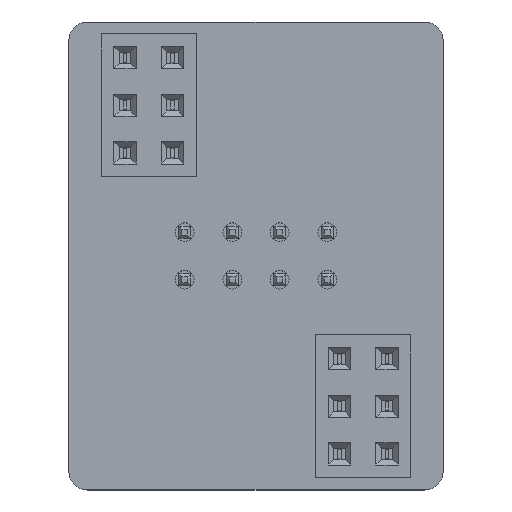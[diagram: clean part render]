
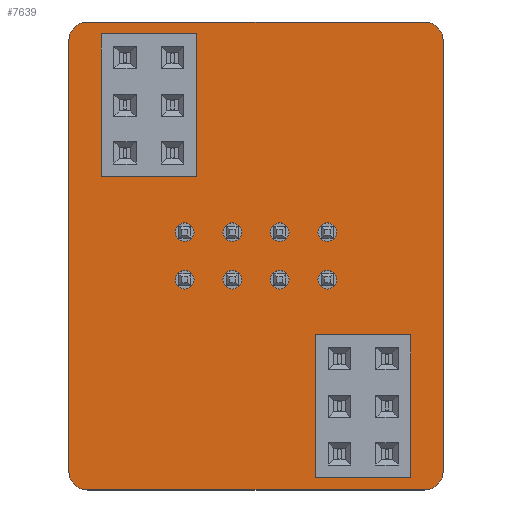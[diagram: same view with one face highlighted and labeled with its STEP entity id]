
A CAD part, top view. The second image highlights one B-rep face of the part: STEP entity #7639.
In plain terms, the highlighted planar face has unit normal (0, 0, 1).
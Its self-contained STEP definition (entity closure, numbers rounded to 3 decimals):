
#12=CIRCLE('',#8081,1.);
#14=CIRCLE('',#8084,1.);
#37=CIRCLE('',#8109,1.);
#38=CIRCLE('',#8110,1.);
#39=CIRCLE('',#8111,0.5);
#40=CIRCLE('',#8112,0.5);
#41=CIRCLE('',#8113,0.5);
#42=CIRCLE('',#8114,0.5);
#43=CIRCLE('',#8115,0.5);
#44=CIRCLE('',#8116,0.5);
#45=CIRCLE('',#8117,0.5);
#46=CIRCLE('',#8118,0.5);
#47=CIRCLE('',#8119,0.5);
#48=CIRCLE('',#8120,0.5);
#49=CIRCLE('',#8121,0.5);
#50=CIRCLE('',#8122,0.5);
#51=CIRCLE('',#8123,0.5);
#52=CIRCLE('',#8124,0.5);
#53=CIRCLE('',#8125,0.5);
#54=CIRCLE('',#8126,0.5);
#55=CIRCLE('',#8127,0.5);
#56=CIRCLE('',#8128,0.5);
#57=CIRCLE('',#8129,0.5);
#58=CIRCLE('',#8130,0.5);
#170=FACE_BOUND('',#1015,.T.);
#171=FACE_BOUND('',#1016,.T.);
#172=FACE_BOUND('',#1017,.T.);
#173=FACE_BOUND('',#1018,.T.);
#174=FACE_BOUND('',#1019,.T.);
#175=FACE_BOUND('',#1020,.T.);
#176=FACE_BOUND('',#1021,.T.);
#177=FACE_BOUND('',#1022,.T.);
#178=FACE_BOUND('',#1023,.T.);
#179=FACE_BOUND('',#1024,.T.);
#180=FACE_BOUND('',#1025,.T.);
#181=FACE_BOUND('',#1026,.T.);
#182=FACE_BOUND('',#1027,.T.);
#183=FACE_BOUND('',#1028,.T.);
#184=FACE_BOUND('',#1029,.T.);
#185=FACE_BOUND('',#1030,.T.);
#186=FACE_BOUND('',#1031,.T.);
#187=FACE_BOUND('',#1032,.T.);
#188=FACE_BOUND('',#1033,.T.);
#189=FACE_BOUND('',#1034,.T.);
#562=FACE_OUTER_BOUND('',#1014,.T.);
#1014=EDGE_LOOP('',(#6394,#6395,#6396,#6397,#6398,#6399,#6400,#6401));
#1015=EDGE_LOOP('',(#6402));
#1016=EDGE_LOOP('',(#6403));
#1017=EDGE_LOOP('',(#6404));
#1018=EDGE_LOOP('',(#6405));
#1019=EDGE_LOOP('',(#6406));
#1020=EDGE_LOOP('',(#6407));
#1021=EDGE_LOOP('',(#6408));
#1022=EDGE_LOOP('',(#6409));
#1023=EDGE_LOOP('',(#6410));
#1024=EDGE_LOOP('',(#6411));
#1025=EDGE_LOOP('',(#6412));
#1026=EDGE_LOOP('',(#6413));
#1027=EDGE_LOOP('',(#6414));
#1028=EDGE_LOOP('',(#6415));
#1029=EDGE_LOOP('',(#6416));
#1030=EDGE_LOOP('',(#6417));
#1031=EDGE_LOOP('',(#6418));
#1032=EDGE_LOOP('',(#6419));
#1033=EDGE_LOOP('',(#6420));
#1034=EDGE_LOOP('',(#6421));
#1965=LINE('',#11872,#2903);
#1971=LINE('',#11937,#2909);
#1972=LINE('',#11941,#2910);
#1973=LINE('',#11944,#2911);
#2903=VECTOR('',#9819,1.);
#2909=VECTOR('',#9885,1.);
#2910=VECTOR('',#9888,1.);
#2911=VECTOR('',#9891,1.);
#3509=VERTEX_POINT('',#11866);
#3511=VERTEX_POINT('',#11870);
#3513=VERTEX_POINT('',#11875);
#3515=VERTEX_POINT('',#11882);
#3540=VERTEX_POINT('',#11936);
#3541=VERTEX_POINT('',#11938);
#3542=VERTEX_POINT('',#11940);
#3543=VERTEX_POINT('',#11942);
#3544=VERTEX_POINT('',#11945);
#3545=VERTEX_POINT('',#11947);
#3546=VERTEX_POINT('',#11949);
#3547=VERTEX_POINT('',#11951);
#3548=VERTEX_POINT('',#11953);
#3549=VERTEX_POINT('',#11955);
#3550=VERTEX_POINT('',#11957);
#3551=VERTEX_POINT('',#11959);
#3552=VERTEX_POINT('',#11961);
#3553=VERTEX_POINT('',#11963);
#3554=VERTEX_POINT('',#11965);
#3555=VERTEX_POINT('',#11967);
#3556=VERTEX_POINT('',#11969);
#3557=VERTEX_POINT('',#11971);
#3558=VERTEX_POINT('',#11973);
#3559=VERTEX_POINT('',#11975);
#3560=VERTEX_POINT('',#11977);
#3561=VERTEX_POINT('',#11979);
#3562=VERTEX_POINT('',#11981);
#3563=VERTEX_POINT('',#11983);
#4469=EDGE_CURVE('',#3509,#3511,#1965,.T.);
#4472=EDGE_CURVE('',#3513,#3509,#12,.T.);
#4475=EDGE_CURVE('',#3511,#3515,#14,.T.);
#4501=EDGE_CURVE('',#3515,#3540,#1971,.T.);
#4502=EDGE_CURVE('',#3540,#3541,#37,.T.);
#4503=EDGE_CURVE('',#3541,#3542,#1972,.T.);
#4504=EDGE_CURVE('',#3542,#3543,#38,.T.);
#4505=EDGE_CURVE('',#3543,#3513,#1973,.T.);
#4506=EDGE_CURVE('',#3544,#3544,#39,.T.);
#4507=EDGE_CURVE('',#3545,#3545,#40,.T.);
#4508=EDGE_CURVE('',#3546,#3546,#41,.T.);
#4509=EDGE_CURVE('',#3547,#3547,#42,.T.);
#4510=EDGE_CURVE('',#3548,#3548,#43,.T.);
#4511=EDGE_CURVE('',#3549,#3549,#44,.T.);
#4512=EDGE_CURVE('',#3550,#3550,#45,.T.);
#4513=EDGE_CURVE('',#3551,#3551,#46,.T.);
#4514=EDGE_CURVE('',#3552,#3552,#47,.T.);
#4515=EDGE_CURVE('',#3553,#3553,#48,.T.);
#4516=EDGE_CURVE('',#3554,#3554,#49,.T.);
#4517=EDGE_CURVE('',#3555,#3555,#50,.T.);
#4518=EDGE_CURVE('',#3556,#3556,#51,.T.);
#4519=EDGE_CURVE('',#3557,#3557,#52,.T.);
#4520=EDGE_CURVE('',#3558,#3558,#53,.T.);
#4521=EDGE_CURVE('',#3559,#3559,#54,.T.);
#4522=EDGE_CURVE('',#3560,#3560,#55,.T.);
#4523=EDGE_CURVE('',#3561,#3561,#56,.T.);
#4524=EDGE_CURVE('',#3562,#3562,#57,.T.);
#4525=EDGE_CURVE('',#3563,#3563,#58,.T.);
#6394=ORIENTED_EDGE('',*,*,#4469,.T.);
#6395=ORIENTED_EDGE('',*,*,#4475,.T.);
#6396=ORIENTED_EDGE('',*,*,#4501,.T.);
#6397=ORIENTED_EDGE('',*,*,#4502,.T.);
#6398=ORIENTED_EDGE('',*,*,#4503,.T.);
#6399=ORIENTED_EDGE('',*,*,#4504,.T.);
#6400=ORIENTED_EDGE('',*,*,#4505,.T.);
#6401=ORIENTED_EDGE('',*,*,#4472,.T.);
#6402=ORIENTED_EDGE('',*,*,#4506,.F.);
#6403=ORIENTED_EDGE('',*,*,#4507,.F.);
#6404=ORIENTED_EDGE('',*,*,#4508,.F.);
#6405=ORIENTED_EDGE('',*,*,#4509,.F.);
#6406=ORIENTED_EDGE('',*,*,#4510,.F.);
#6407=ORIENTED_EDGE('',*,*,#4511,.F.);
#6408=ORIENTED_EDGE('',*,*,#4512,.F.);
#6409=ORIENTED_EDGE('',*,*,#4513,.F.);
#6410=ORIENTED_EDGE('',*,*,#4514,.F.);
#6411=ORIENTED_EDGE('',*,*,#4515,.F.);
#6412=ORIENTED_EDGE('',*,*,#4516,.F.);
#6413=ORIENTED_EDGE('',*,*,#4517,.F.);
#6414=ORIENTED_EDGE('',*,*,#4518,.F.);
#6415=ORIENTED_EDGE('',*,*,#4519,.F.);
#6416=ORIENTED_EDGE('',*,*,#4520,.F.);
#6417=ORIENTED_EDGE('',*,*,#4521,.F.);
#6418=ORIENTED_EDGE('',*,*,#4522,.F.);
#6419=ORIENTED_EDGE('',*,*,#4523,.F.);
#6420=ORIENTED_EDGE('',*,*,#4524,.F.);
#6421=ORIENTED_EDGE('',*,*,#4525,.F.);
#6892=PLANE('',#8108);
#7639=ADVANCED_FACE('',(#562,#170,#171,#172,#173,#174,#175,#176,#177,#178,
#179,#180,#181,#182,#183,#184,#185,#186,#187,#188,#189),#6892,.T.);
#8081=AXIS2_PLACEMENT_3D('',#11878,#9825,#9826);
#8084=AXIS2_PLACEMENT_3D('',#11884,#9832,#9833);
#8108=AXIS2_PLACEMENT_3D('',#11935,#9883,#9884);
#8109=AXIS2_PLACEMENT_3D('',#11939,#9886,#9887);
#8110=AXIS2_PLACEMENT_3D('',#11943,#9889,#9890);
#8111=AXIS2_PLACEMENT_3D('',#11946,#9892,#9893);
#8112=AXIS2_PLACEMENT_3D('',#11948,#9894,#9895);
#8113=AXIS2_PLACEMENT_3D('',#11950,#9896,#9897);
#8114=AXIS2_PLACEMENT_3D('',#11952,#9898,#9899);
#8115=AXIS2_PLACEMENT_3D('',#11954,#9900,#9901);
#8116=AXIS2_PLACEMENT_3D('',#11956,#9902,#9903);
#8117=AXIS2_PLACEMENT_3D('',#11958,#9904,#9905);
#8118=AXIS2_PLACEMENT_3D('',#11960,#9906,#9907);
#8119=AXIS2_PLACEMENT_3D('',#11962,#9908,#9909);
#8120=AXIS2_PLACEMENT_3D('',#11964,#9910,#9911);
#8121=AXIS2_PLACEMENT_3D('',#11966,#9912,#9913);
#8122=AXIS2_PLACEMENT_3D('',#11968,#9914,#9915);
#8123=AXIS2_PLACEMENT_3D('',#11970,#9916,#9917);
#8124=AXIS2_PLACEMENT_3D('',#11972,#9918,#9919);
#8125=AXIS2_PLACEMENT_3D('',#11974,#9920,#9921);
#8126=AXIS2_PLACEMENT_3D('',#11976,#9922,#9923);
#8127=AXIS2_PLACEMENT_3D('',#11978,#9924,#9925);
#8128=AXIS2_PLACEMENT_3D('',#11980,#9926,#9927);
#8129=AXIS2_PLACEMENT_3D('',#11982,#9928,#9929);
#8130=AXIS2_PLACEMENT_3D('',#11984,#9930,#9931);
#9819=DIRECTION('',(0.,1.,0.));
#9825=DIRECTION('center_axis',(0.,0.,1.));
#9826=DIRECTION('ref_axis',(1.,0.,0.));
#9832=DIRECTION('center_axis',(0.,0.,1.));
#9833=DIRECTION('ref_axis',(1.,0.,0.));
#9883=DIRECTION('center_axis',(0.,0.,1.));
#9884=DIRECTION('ref_axis',(1.,0.,0.));
#9885=DIRECTION('',(-1.,0.,0.));
#9886=DIRECTION('center_axis',(0.,0.,1.));
#9887=DIRECTION('ref_axis',(1.,0.,0.));
#9888=DIRECTION('',(0.,-1.,0.));
#9889=DIRECTION('center_axis',(0.,0.,1.));
#9890=DIRECTION('ref_axis',(1.,0.,0.));
#9891=DIRECTION('',(1.,0.,0.));
#9892=DIRECTION('center_axis',(0.,0.,1.));
#9893=DIRECTION('ref_axis',(1.,0.,0.));
#9894=DIRECTION('center_axis',(0.,0.,1.));
#9895=DIRECTION('ref_axis',(1.,0.,0.));
#9896=DIRECTION('center_axis',(0.,0.,1.));
#9897=DIRECTION('ref_axis',(1.,0.,0.));
#9898=DIRECTION('center_axis',(0.,0.,1.));
#9899=DIRECTION('ref_axis',(1.,0.,0.));
#9900=DIRECTION('center_axis',(0.,0.,1.));
#9901=DIRECTION('ref_axis',(1.,0.,0.));
#9902=DIRECTION('center_axis',(0.,0.,1.));
#9903=DIRECTION('ref_axis',(1.,0.,0.));
#9904=DIRECTION('center_axis',(0.,0.,1.));
#9905=DIRECTION('ref_axis',(1.,0.,0.));
#9906=DIRECTION('center_axis',(0.,0.,1.));
#9907=DIRECTION('ref_axis',(1.,0.,0.));
#9908=DIRECTION('center_axis',(0.,0.,1.));
#9909=DIRECTION('ref_axis',(1.,0.,0.));
#9910=DIRECTION('center_axis',(0.,0.,1.));
#9911=DIRECTION('ref_axis',(1.,0.,0.));
#9912=DIRECTION('center_axis',(0.,0.,1.));
#9913=DIRECTION('ref_axis',(1.,0.,0.));
#9914=DIRECTION('center_axis',(0.,0.,1.));
#9915=DIRECTION('ref_axis',(1.,0.,0.));
#9916=DIRECTION('center_axis',(0.,0.,1.));
#9917=DIRECTION('ref_axis',(1.,0.,0.));
#9918=DIRECTION('center_axis',(0.,0.,1.));
#9919=DIRECTION('ref_axis',(1.,0.,0.));
#9920=DIRECTION('center_axis',(0.,0.,1.));
#9921=DIRECTION('ref_axis',(1.,0.,0.));
#9922=DIRECTION('center_axis',(0.,0.,1.));
#9923=DIRECTION('ref_axis',(1.,0.,0.));
#9924=DIRECTION('center_axis',(0.,0.,1.));
#9925=DIRECTION('ref_axis',(1.,0.,0.));
#9926=DIRECTION('center_axis',(0.,0.,1.));
#9927=DIRECTION('ref_axis',(1.,0.,0.));
#9928=DIRECTION('center_axis',(0.,0.,1.));
#9929=DIRECTION('ref_axis',(1.,0.,0.));
#9930=DIRECTION('center_axis',(0.,0.,1.));
#9931=DIRECTION('ref_axis',(1.,0.,0.));
#11866=CARTESIAN_POINT('',(10.,-11.5,1.6));
#11870=CARTESIAN_POINT('',(10.,11.5,1.6));
#11872=CARTESIAN_POINT('',(10.,-11.5,1.6));
#11875=CARTESIAN_POINT('',(9.,-12.5,1.6));
#11878=CARTESIAN_POINT('Origin',(9.,-11.5,1.6));
#11882=CARTESIAN_POINT('',(9.,12.5,1.6));
#11884=CARTESIAN_POINT('Origin',(9.,11.5,1.6));
#11935=CARTESIAN_POINT('Origin',(0.,0.,
1.6));
#11936=CARTESIAN_POINT('',(-9.,12.5,1.6));
#11937=CARTESIAN_POINT('',(9.,12.5,1.6));
#11938=CARTESIAN_POINT('',(-10.,11.5,1.6));
#11939=CARTESIAN_POINT('Origin',(-9.,11.5,1.6));
#11940=CARTESIAN_POINT('',(-10.,-11.5,1.6));
#11941=CARTESIAN_POINT('',(-10.,11.5,1.6));
#11942=CARTESIAN_POINT('',(-9.,-12.5,1.6));
#11943=CARTESIAN_POINT('Origin',(-9.,-11.5,1.6));
#11944=CARTESIAN_POINT('',(-9.,-12.5,1.6));
#11945=CARTESIAN_POINT('',(-4.31,-1.27,1.6));
#11946=CARTESIAN_POINT('Origin',(-3.81,-1.27,1.6));
#11947=CARTESIAN_POINT('',(-1.77,-1.27,1.6));
#11948=CARTESIAN_POINT('Origin',(-1.27,-1.27,1.6));
#11949=CARTESIAN_POINT('',(3.96,-10.58,1.6));
#11950=CARTESIAN_POINT('Origin',(4.46,-10.58,1.6));
#11951=CARTESIAN_POINT('',(6.5,-10.58,1.6));
#11952=CARTESIAN_POINT('Origin',(7.,-10.58,1.6));
#11953=CARTESIAN_POINT('',(3.96,-8.04,1.6));
#11954=CARTESIAN_POINT('Origin',(4.46,-8.04,1.6));
#11955=CARTESIAN_POINT('',(6.5,-8.04,1.6));
#11956=CARTESIAN_POINT('Origin',(7.,-8.04,1.6));
#11957=CARTESIAN_POINT('',(0.77,-1.27,1.6));
#11958=CARTESIAN_POINT('Origin',(1.27,-1.27,1.6));
#11959=CARTESIAN_POINT('',(3.96,-5.5,1.6));
#11960=CARTESIAN_POINT('Origin',(4.46,-5.5,1.6));
#11961=CARTESIAN_POINT('',(6.5,-5.5,1.6));
#11962=CARTESIAN_POINT('Origin',(7.,-5.5,1.6));
#11963=CARTESIAN_POINT('',(3.31,-1.27,1.6));
#11964=CARTESIAN_POINT('Origin',(3.81,-1.27,1.6));
#11965=CARTESIAN_POINT('',(-4.31,1.27,1.6));
#11966=CARTESIAN_POINT('Origin',(-3.81,1.27,1.6));
#11967=CARTESIAN_POINT('',(-7.5,5.5,1.6));
#11968=CARTESIAN_POINT('Origin',(-7.,5.5,1.6));
#11969=CARTESIAN_POINT('',(-4.96,5.5,1.6));
#11970=CARTESIAN_POINT('Origin',(-4.46,5.5,1.6));
#11971=CARTESIAN_POINT('',(-1.77,1.27,1.6));
#11972=CARTESIAN_POINT('Origin',(-1.27,1.27,1.6));
#11973=CARTESIAN_POINT('',(-7.5,8.04,1.6));
#11974=CARTESIAN_POINT('Origin',(-7.,8.04,1.6));
#11975=CARTESIAN_POINT('',(-4.96,8.04,1.6));
#11976=CARTESIAN_POINT('Origin',(-4.46,8.04,1.6));
#11977=CARTESIAN_POINT('',(-7.5,10.58,1.6));
#11978=CARTESIAN_POINT('Origin',(-7.,10.58,1.6));
#11979=CARTESIAN_POINT('',(-4.96,10.58,1.6));
#11980=CARTESIAN_POINT('Origin',(-4.46,10.58,1.6));
#11981=CARTESIAN_POINT('',(0.77,1.27,1.6));
#11982=CARTESIAN_POINT('Origin',(1.27,1.27,1.6));
#11983=CARTESIAN_POINT('',(3.31,1.27,1.6));
#11984=CARTESIAN_POINT('Origin',(3.81,1.27,1.6));
